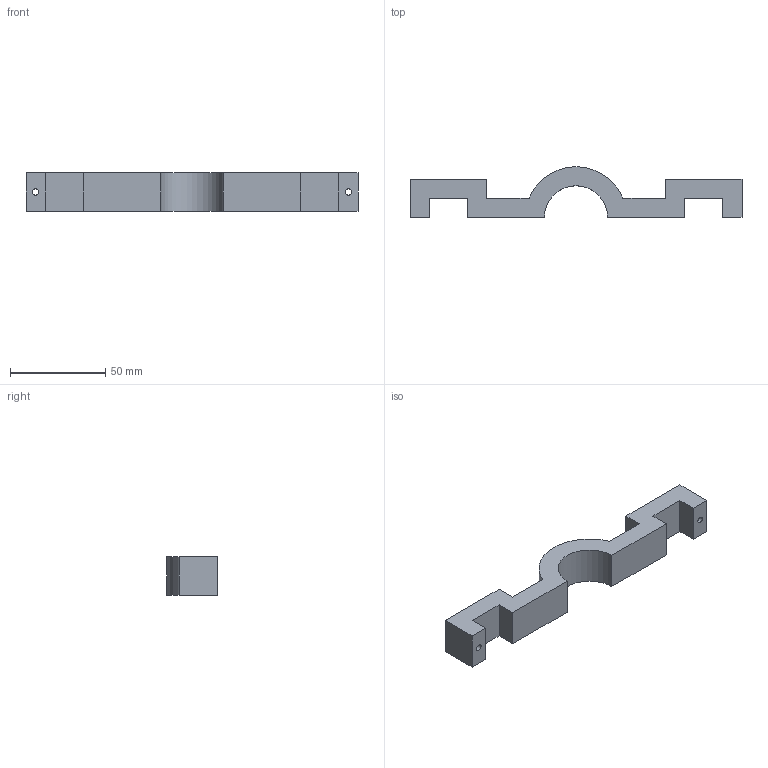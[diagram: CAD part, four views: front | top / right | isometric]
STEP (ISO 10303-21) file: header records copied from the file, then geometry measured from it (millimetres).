
FILE_DESCRIPTION(('FreeCAD Model'),'2;1');
FILE_NAME('Open CASCADE Shape Model','2023-05-24T23:11:41',(''),(''), 'Open CASCADE STEP processor 7.6','FreeCAD','Unknown');
FILE_SCHEMA(('AUTOMOTIVE_DESIGN { 1 0 10303 214 1 1 1 1 }'));
Length unit declared in the file: millimetre
Products named in the file (1): PedFlesHalsHolder
Bounding box: 174 x 26.5 x 20 mm (x, y, z)
Volume: 45624 mm3; surface area: 14587.1 mm2
Topology: 1 solids, 1 shells, 24 faces, 66 edges, 44 vertices
Faces by surface type: plane 20, cylinder 4
Full cylindrical faces by diameter (mm): 3.3 x2
Entity records: 788 total; most frequent: CARTESIAN_POINT 135, ORIENTED_EDGE 132, DIRECTION 124, EDGE_CURVE 66, LINE 58, VECTOR 58, VERTEX_POINT 44, AXIS2_PLACEMENT_3D 33
